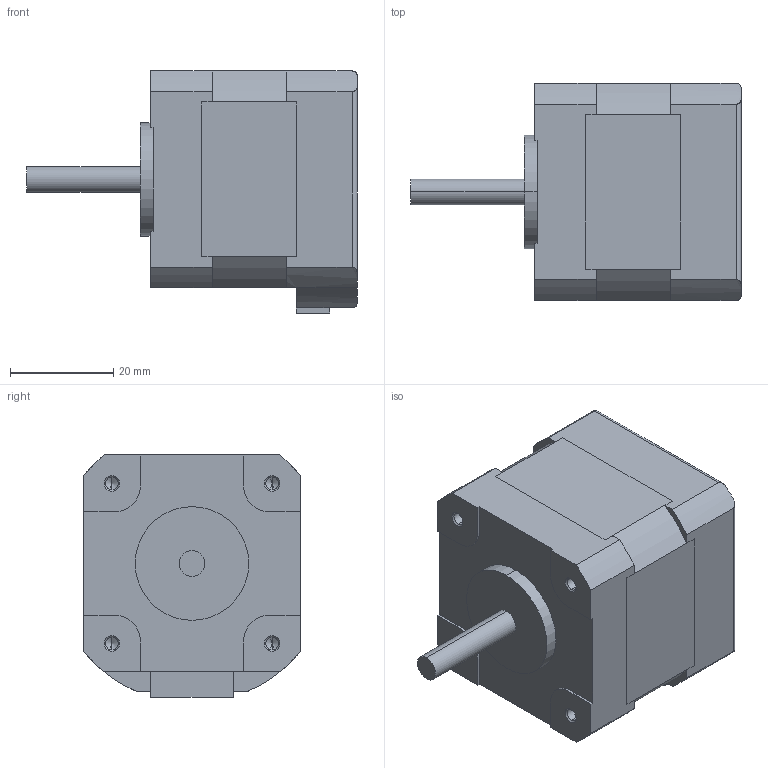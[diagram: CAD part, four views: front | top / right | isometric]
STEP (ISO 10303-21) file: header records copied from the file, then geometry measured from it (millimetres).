
FILE_DESCRIPTION(('starvars output'),'2;1');
FILE_NAME('kt42j_00.stp','11:45:37 2014/09/17',( 'Thomas Industrial Network Germany GmbH'),( 'Thomas Industrial Network Germany GmbH'),'unknown preprocess','ACIS' ,'unknown authorization');
FILE_SCHEMA(('AUTOMOTIVE_DESIGN_CC2 {UNKNOWN IMPLEMENTATION LEVEL}'));
Length unit declared in the file: millimetre
Products named in the file (1): PRODUCT_ID_24
Bounding box: 64 x 42 x 46.85 mm (x, y, z)
Volume: 70514.6 mm3; surface area: 10921.5 mm2
Topology: 1 solids, 1 shells, 135 faces, 360 edges, 230 vertices
Faces by surface type: plane 77, cylinder 42, cone 16
Entity records: 4822 total; most frequent: ORIENTED_EDGE 704, CARTESIAN_POINT 700, DIRECTION 498, EDGE_CURVE 352, VECTOR 234, LINE 234, VERTEX_POINT 230, EDGE_LOOP 146
